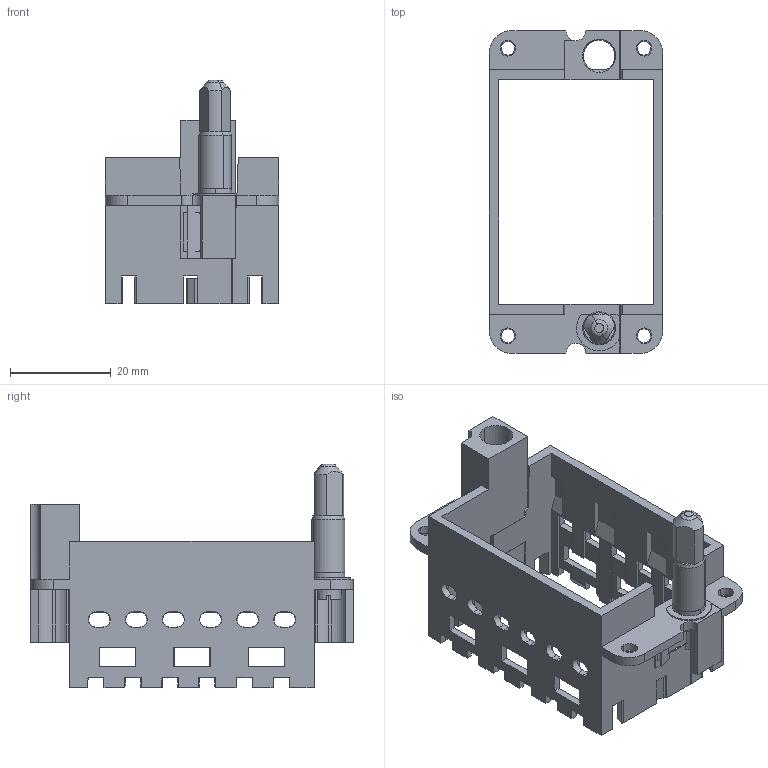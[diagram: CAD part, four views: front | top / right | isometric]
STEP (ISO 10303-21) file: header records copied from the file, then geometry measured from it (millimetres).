
FILE_DESCRIPTION(('CATIA V5 STEP Exchange','CAx-IF Rec.Pracs.--- Model Styling and Organization---1.4--- 2014-01-23'),'2;1');
FILE_NAME ('1229717-4_0', '2022-12-21T07:54:57+00:00', ('none'), ('Weidmueller'), 'CATIA Version 5-6 Release 2016 SP3 HF44', 'CATIA V5 STEP AP214', 'none');
FILE_SCHEMA(('AUTOMOTIVE_DESIGN { 1 0 10303 214 1 1 1 1 }'));
Length unit declared in the file: millimetre
Products named in the file (1): 2736920000
Bounding box: 34.4 x 64 x 44.3 mm (x, y, z)
Volume: 9811.4 mm3; surface area: 13438.8 mm2
Topology: 4 solids, 4 shells, 565 faces, 1626 edges, 1055 vertices
Faces by surface type: plane 428, cylinder 87, cone 42, extrusion 6, torus 2
Entity records: 17335 total; most frequent: CARTESIAN_POINT 3686, ORIENTED_EDGE 3238, DIRECTION 2141, EDGE_CURVE 1619, VECTOR 1187, LINE 1181, VERTEX_POINT 1051, EDGE_LOOP 606
